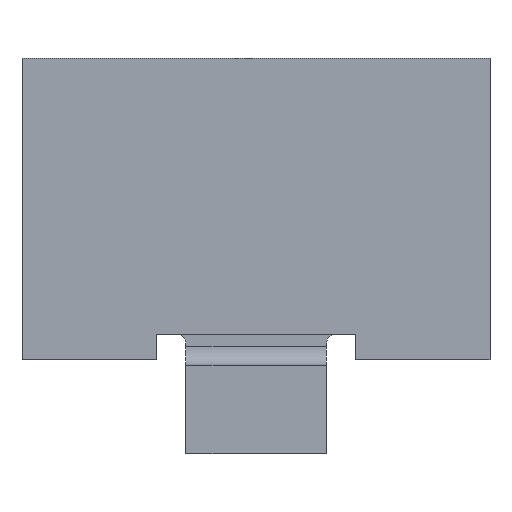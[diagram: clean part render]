
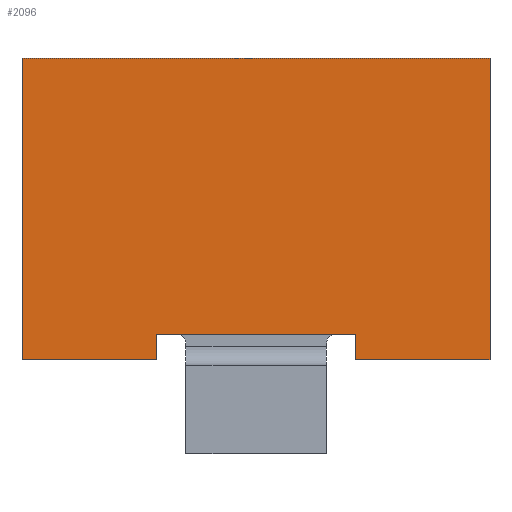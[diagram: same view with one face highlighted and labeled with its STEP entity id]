
A CAD part, front view. The second image highlights one B-rep face of the part: STEP entity #2096.
In plain terms, the highlighted planar face has unit normal (0, -1, 0).
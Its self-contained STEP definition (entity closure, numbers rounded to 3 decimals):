
#26=DIRECTION('',(0.,0.,-1.));
#27=VECTOR('',#26,8.28);
#28=CARTESIAN_POINT('',(6.42,-4.,4.14));
#29=LINE('',#28,#27);
#88=DIRECTION('',(1.,0.,0.));
#89=VECTOR('',#88,5.46);
#90=CARTESIAN_POINT('',(-2.73,-4.,-3.43));
#91=LINE('',#90,#89);
#92=DIRECTION('',(0.,0.,-1.));
#93=VECTOR('',#92,0.71);
#94=CARTESIAN_POINT('',(-2.73,-4.,-3.43));
#95=LINE('',#94,#93);
#96=DIRECTION('',(1.,0.,0.));
#97=VECTOR('',#96,12.85);
#98=CARTESIAN_POINT('',(-6.43,-4.,4.14));
#99=LINE('',#98,#97);
#100=DIRECTION('',(0.,0.,-1.));
#101=VECTOR('',#100,0.71);
#102=CARTESIAN_POINT('',(2.73,-4.,-3.43));
#103=LINE('',#102,#101);
#153=DIRECTION('',(1.,0.,0.));
#154=VECTOR('',#153,3.69);
#155=CARTESIAN_POINT('',(2.73,-4.,-4.14));
#156=LINE('',#155,#154);
#161=DIRECTION('',(1.,0.,0.));
#162=VECTOR('',#161,3.7);
#163=CARTESIAN_POINT('',(-6.43,-4.,-4.14));
#164=LINE('',#163,#162);
#195=DIRECTION('',(0.,0.,1.));
#196=VECTOR('',#195,8.28);
#197=CARTESIAN_POINT('',(-6.43,-4.,-4.14));
#198=LINE('',#197,#196);
#1476=CARTESIAN_POINT('',(6.42,-4.,4.14));
#1478=VERTEX_POINT('',#1476);
#1479=CARTESIAN_POINT('',(6.42,-4.,-4.14));
#1480=VERTEX_POINT('',#1479);
#1495=CARTESIAN_POINT('',(-6.43,-4.,4.14));
#1497=VERTEX_POINT('',#1495);
#1499=CARTESIAN_POINT('',(-6.43,-4.,-4.14));
#1500=VERTEX_POINT('',#1499);
#1837=CARTESIAN_POINT('',(-2.73,-4.,-3.43));
#1838=CARTESIAN_POINT('',(2.73,-4.,-3.43));
#1839=VERTEX_POINT('',#1837);
#1840=VERTEX_POINT('',#1838);
#1841=CARTESIAN_POINT('',(2.73,-4.,-4.14));
#1842=VERTEX_POINT('',#1841);
#1843=CARTESIAN_POINT('',(-2.73,-4.,-4.14));
#1844=VERTEX_POINT('',#1843);
#2075=CARTESIAN_POINT('',(6.42,-4.,4.14));
#2076=DIRECTION('',(0.,-1.,0.));
#2077=DIRECTION('',(0.,0.,-1.));
#2078=AXIS2_PLACEMENT_3D('',#2075,#2076,#2077);
#2079=PLANE('',#2078);
#2081=ORIENTED_EDGE('',*,*,#2080,.F.);
#2083=ORIENTED_EDGE('',*,*,#2082,.T.);
#2085=ORIENTED_EDGE('',*,*,#2084,.F.);
#2087=ORIENTED_EDGE('',*,*,#2086,.T.);
#2088=ORIENTED_EDGE('',*,*,#2067,.T.);
#2089=ORIENTED_EDGE('',*,*,#1970,.T.);
#2091=ORIENTED_EDGE('',*,*,#2090,.F.);
#2093=ORIENTED_EDGE('',*,*,#2092,.F.);
#2094=EDGE_LOOP('',(#2081,#2083,#2085,#2087,#2088,#2089,#2091,#2093));
#2095=FACE_OUTER_BOUND('',#2094,.F.);
#2096=ADVANCED_FACE('',(#2095),#2079,.T.);
#1970=EDGE_CURVE('',#1478,#1480,#29,.T.);
#2067=EDGE_CURVE('',#1497,#1478,#99,.T.);
#2080=EDGE_CURVE('',#1839,#1840,#91,.T.);
#2082=EDGE_CURVE('',#1839,#1844,#95,.T.);
#2084=EDGE_CURVE('',#1500,#1844,#164,.T.);
#2086=EDGE_CURVE('',#1500,#1497,#198,.T.);
#2090=EDGE_CURVE('',#1842,#1480,#156,.T.);
#2092=EDGE_CURVE('',#1840,#1842,#103,.T.);
